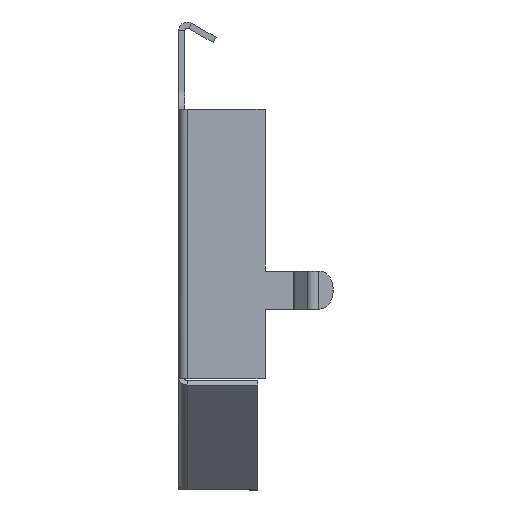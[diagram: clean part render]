
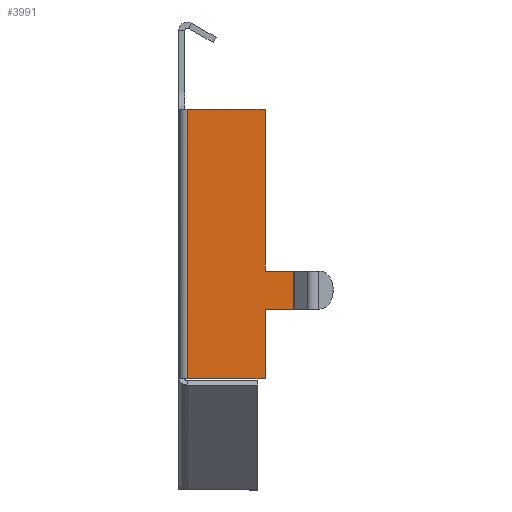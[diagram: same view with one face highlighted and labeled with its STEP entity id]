
A CAD part, left-side view. The second image highlights one B-rep face of the part: STEP entity #3991.
In plain terms, the highlighted planar face has unit normal (-1, 0, 0).
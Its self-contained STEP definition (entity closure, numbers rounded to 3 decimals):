
#57 = VECTOR ( 'NONE', #1113, 1000. ) ;
#95 = CARTESIAN_POINT ( 'NONE',  ( -10.54, 3.31, -3.652 ) ) ;
#104 = CARTESIAN_POINT ( 'NONE',  ( -10.54, 0., -3.652 ) ) ;
#293 = CARTESIAN_POINT ( 'NONE',  ( -10.54, 0., -0.785 ) ) ;
#300 = LINE ( 'NONE', #293, #2177 ) ;
#316 = VERTEX_POINT ( 'NONE', #617 ) ;
#448 = CARTESIAN_POINT ( 'NONE',  ( -10.54, 3.21, 7.455 ) ) ;
#515 = VERTEX_POINT ( 'NONE', #3750 ) ;
#616 = ORIENTED_EDGE ( 'NONE', *, *, #3696, .F. ) ;
#617 = CARTESIAN_POINT ( 'NONE',  ( -10.54, 0., 0.785 ) ) ;
#786 = DIRECTION ( 'NONE',  ( 0., 1., 0. ) ) ;
#837 = VERTEX_POINT ( 'NONE', #1079 ) ;
#870 = VERTEX_POINT ( 'NONE', #1180 ) ;
#874 = VERTEX_POINT ( 'NONE', #448 ) ;
#945 = LINE ( 'NONE', #3830, #57 ) ;
#1043 = EDGE_CURVE ( 'NONE', #2030, #515, #300, .T. ) ;
#1056 = ORIENTED_EDGE ( 'NONE', *, *, #1379, .T. ) ;
#1075 = VECTOR ( 'NONE', #4363, 1000. ) ;
#1079 = CARTESIAN_POINT ( 'NONE',  ( -10.54, -1.166, 0.785 ) ) ;
#1113 = DIRECTION ( 'NONE',  ( 0., 0., 1. ) ) ;
#1180 = CARTESIAN_POINT ( 'NONE',  ( -10.54, 0., -3.652 ) ) ;
#1272 = VECTOR ( 'NONE', #786, 1000. ) ;
#1379 = EDGE_CURVE ( 'NONE', #515, #837, #3408, .T. ) ;
#1399 = VECTOR ( 'NONE', #3259, 1000. ) ;
#1425 = VECTOR ( 'NONE', #3645, 1000. ) ;
#1597 = LINE ( 'NONE', #104, #2716 ) ;
#1674 = ORIENTED_EDGE ( 'NONE', *, *, #2231, .T. ) ;
#1709 = ORIENTED_EDGE ( 'NONE', *, *, #1851, .T. ) ;
#1800 = DIRECTION ( 'NONE',  ( 0., 0., 1. ) ) ;
#1851 = EDGE_CURVE ( 'NONE', #874, #2464, #3204, .T. ) ;
#2030 = VERTEX_POINT ( 'NONE', #4087 ) ;
#2172 = EDGE_CURVE ( 'NONE', #870, #2030, #1597, .T. ) ;
#2177 = VECTOR ( 'NONE', #2324, 1000. ) ;
#2224 = DIRECTION ( 'NONE',  ( 0., -1., 0. ) ) ;
#2231 = EDGE_CURVE ( 'NONE', #316, #2300, #945, .T. ) ;
#2261 = CARTESIAN_POINT ( 'NONE',  ( -10.54, 3.21, 0. ) ) ;
#2300 = VERTEX_POINT ( 'NONE', #3920 ) ;
#2324 = DIRECTION ( 'NONE',  ( 0., -1., 0. ) ) ;
#2437 = AXIS2_PLACEMENT_3D ( 'NONE', #2958, #4046, #3381 ) ;
#2464 = VERTEX_POINT ( 'NONE', #2644 ) ;
#2470 = FACE_OUTER_BOUND ( 'NONE', #4008, .T. ) ;
#2576 = LINE ( 'NONE', #2671, #1075 ) ;
#2611 = PLANE ( 'NONE',  #2437 ) ;
#2623 = LINE ( 'NONE', #3918, #3552 ) ;
#2644 = CARTESIAN_POINT ( 'NONE',  ( -10.54, 3.21, -3.652 ) ) ;
#2671 = CARTESIAN_POINT ( 'NONE',  ( -10.54, 0., 0.785 ) ) ;
#2716 = VECTOR ( 'NONE', #1800, 1000. ) ;
#2737 = ORIENTED_EDGE ( 'NONE', *, *, #1043, .T. ) ;
#2769 = EDGE_CURVE ( 'NONE', #874, #2300, #2623, .T. ) ;
#2826 = ORIENTED_EDGE ( 'NONE', *, *, #2769, .F. ) ;
#2883 = EDGE_CURVE ( 'NONE', #837, #316, #2576, .T. ) ;
#2912 = ORIENTED_EDGE ( 'NONE', *, *, #2172, .T. ) ;
#2958 = CARTESIAN_POINT ( 'NONE',  ( -10.54, 0., 0. ) ) ;
#2991 = CARTESIAN_POINT ( 'NONE',  ( -10.54, -1.166, -0.785 ) ) ;
#3066 = LINE ( 'NONE', #95, #1272 ) ;
#3204 = LINE ( 'NONE', #2261, #1399 ) ;
#3259 = DIRECTION ( 'NONE',  ( 0., 0., -1. ) ) ;
#3381 = DIRECTION ( 'NONE',  ( 0., -1., 0. ) ) ;
#3408 = LINE ( 'NONE', #2991, #1425 ) ;
#3552 = VECTOR ( 'NONE', #2224, 1000. ) ;
#3645 = DIRECTION ( 'NONE',  ( 0., 0., 1. ) ) ;
#3696 = EDGE_CURVE ( 'NONE', #870, #2464, #3066, .T. ) ;
#3750 = CARTESIAN_POINT ( 'NONE',  ( -10.54, -1.166, -0.785 ) ) ;
#3830 = CARTESIAN_POINT ( 'NONE',  ( -10.54, 0., 7.455 ) ) ;
#3918 = CARTESIAN_POINT ( 'NONE',  ( -10.54, -1.15, 7.455 ) ) ;
#3920 = CARTESIAN_POINT ( 'NONE',  ( -10.54, 0., 7.455 ) ) ;
#3991 = ADVANCED_FACE ( 'NONE', ( #2470 ), #2611, .T. ) ;
#4008 = EDGE_LOOP ( 'NONE', ( #1674, #2826, #1709, #616, #2912, #2737, #1056, #4255 ) ) ;
#4046 = DIRECTION ( 'NONE',  ( -1., 0., 0. ) ) ;
#4087 = CARTESIAN_POINT ( 'NONE',  ( -10.54, 0., -0.785 ) ) ;
#4255 = ORIENTED_EDGE ( 'NONE', *, *, #2883, .T. ) ;
#4363 = DIRECTION ( 'NONE',  ( 0., 1., 0. ) ) ;
